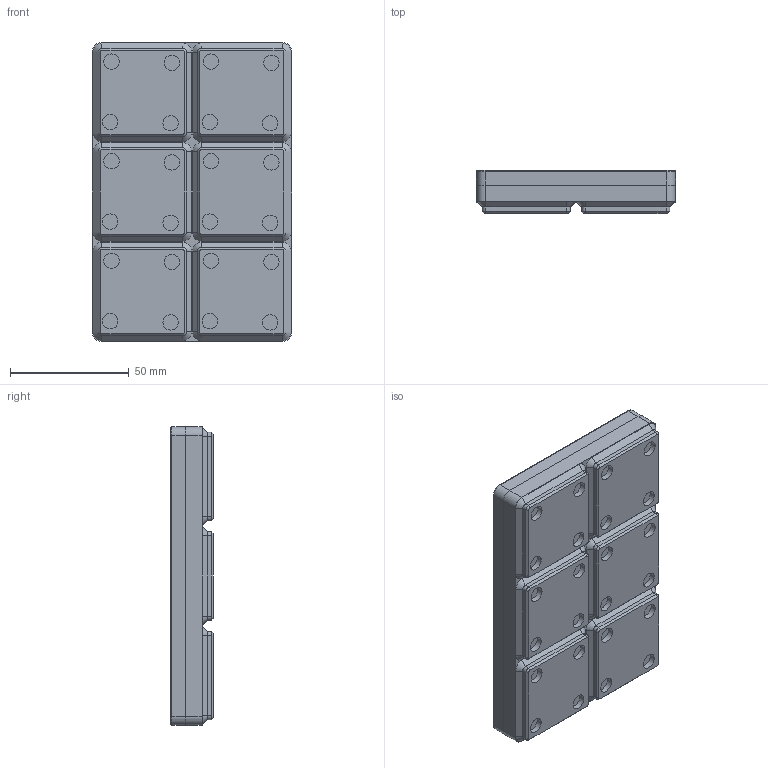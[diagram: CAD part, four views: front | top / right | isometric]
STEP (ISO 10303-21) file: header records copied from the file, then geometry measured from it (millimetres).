
FILE_DESCRIPTION((('zoo.dev export')), '2;1');
FILE_NAME('dump.step', '2024-11-27T19:52:54.595479489+00:00', ('Author unknown'), ('Organization unknown'), 'zoo.dev beta', 'zoo.dev', 'Authorization unknown');
FILE_SCHEMA(('AP203_CONFIGURATION_CONTROLLED_3D_DESIGN_OF_MECHANICAL_PARTS_AND_ASSEMBLIES_MIM_LF'));
Length unit declared in the file: metre
Products named in the file (63): UNIDENTIFIED_PRODUCT
Bounding box: 84 x 18.04 x 126 mm (x, y, z)
Volume: 59808.9 mm3; surface area: 65923.7 mm2
Topology: 63 solids, 63 shells, 543 faces, 1176 edges, 784 vertices
Faces by surface type: plane 355, cylinder 120, bspline 64, torus 4
Full cylindrical faces by diameter (mm): 6.5 x24
Entity records: 14690 total; most frequent: CARTESIAN_POINT 2823, ORIENTED_EDGE 2304, DIRECTION 2059, EDGE_CURVE 1176, VECTOR 896, LINE 896, VERTEX_POINT 784, AXIS2_PLACEMENT_3D 759
